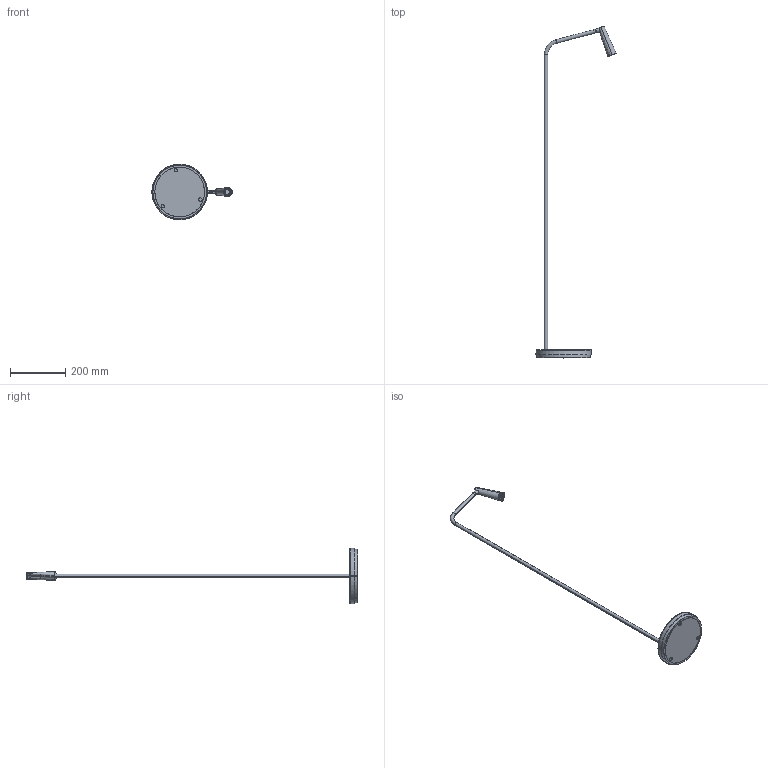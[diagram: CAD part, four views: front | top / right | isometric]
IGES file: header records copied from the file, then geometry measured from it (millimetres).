
Start section: SolidWorks IGES file using analytic representation for surfaces
Global section: file name: 25-6420.IGS; native system: SolidWorks 2018; preprocessor: SolidWorks 2018; author: dromero; date: 190814.120004; units: millimetre
Bounding box: 291.17 x 1203.06 x 201.96 mm (x, y, z)
Surface area: 322228.5 mm2 (no closed solid volume)
Topology: 0 solids, 0 shells, 201 faces, 3451 edges, 3430 vertices
Faces by surface type: revolution 123, bspline 78
